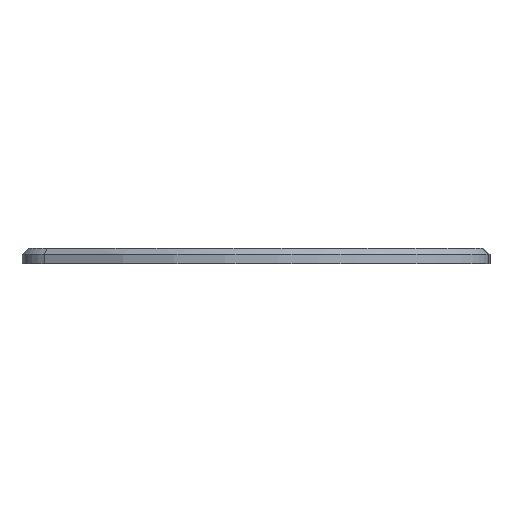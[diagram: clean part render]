
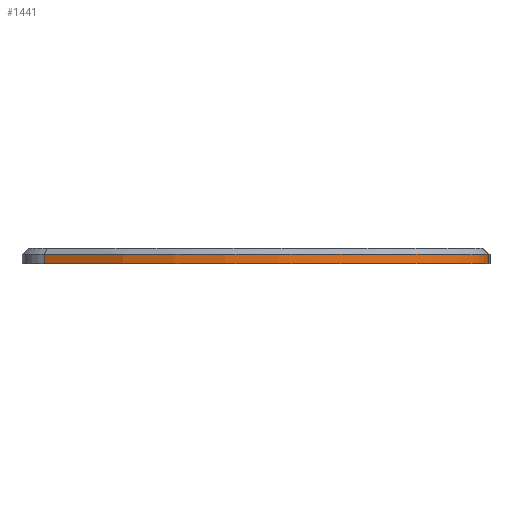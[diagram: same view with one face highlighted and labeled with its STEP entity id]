
A CAD part, left-side view. The second image highlights one B-rep face of the part: STEP entity #1441.
In plain terms, the highlighted free-form (B-spline) face has degree [3, 1] with [18, 2] control points.
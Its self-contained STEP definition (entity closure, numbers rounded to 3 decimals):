
#15=B_SPLINE_SURFACE_WITH_KNOTS('',3,1,((#5516,#5517),(#5518,#5519),(#5520,
#5521),(#5522,#5523),(#5524,#5525),(#5526,#5527),(#5528,#5529),(#5530,#5531),
(#5532,#5533),(#5534,#5535),(#5536,#5537),(#5538,#5539),(#5540,#5541),(#5542,
#5543),(#5544,#5545),(#5546,#5547),(#5548,#5549),(#5550,#5551)),
 .UNSPECIFIED.,.F.,.F.,.F.,(4,2,2,2,2,2,2,2,4),(2,2),(2.941,
3.226,7.857,11.68,17.358,23.711,
26.519,27.654,28.671),(0.,0.508),
 .UNSPECIFIED.);
#131=B_SPLINE_CURVE_WITH_KNOTS('',3,(#2509,#2510,#2511,#2512,#2513,#2514,
#2515,#2516,#2517,#2518,#2519,#2520,#2521,#2522,#2523,#2524,#2525,#2526,
#2527,#2528,#2529,#2530,#2531,#2532,#2533),.UNSPECIFIED.,.F.,.F.,(4,3,3,
3,3,3,3,3,4),(-20.098,-19.876,-16.258,-13.272,
-8.837,-3.875,-1.681,-0.795,
0.),.UNSPECIFIED.);
#142=B_SPLINE_CURVE_WITH_KNOTS('',3,(#5554,#5555,#5556,#5557,#5558,#5559,
#5560,#5561,#5562,#5563,#5564,#5565,#5566,#5567,#5568,#5569,#5570,#5571,
#5572,#5573,#5574,#5575,#5576,#5577,#5578),.UNSPECIFIED.,.F.,.F.,(4,3,3,
3,3,3,3,3,4),(2.941,3.226,7.857,11.68,
17.358,23.711,26.519,27.654,28.671),
 .UNSPECIFIED.);
#201=FACE_OUTER_BOUND('',#345,.T.);
#345=EDGE_LOOP('',(#1198,#1199,#1200,#1201));
#432=LINE('',#5514,#514);
#433=LINE('',#5553,#515);
#514=VECTOR('',#1899,10.);
#515=VECTOR('',#1902,10.);
#716=VERTEX_POINT('',#2488);
#717=VERTEX_POINT('',#2508);
#747=VERTEX_POINT('',#5513);
#748=VERTEX_POINT('',#5552);
#872=EDGE_CURVE('',#717,#716,#131,.T.);
#907=EDGE_CURVE('',#717,#747,#432,.T.);
#909=EDGE_CURVE('',#716,#748,#433,.T.);
#910=EDGE_CURVE('',#747,#748,#142,.T.);
#1198=ORIENTED_EDGE('',*,*,#872,.T.);
#1199=ORIENTED_EDGE('',*,*,#909,.T.);
#1200=ORIENTED_EDGE('',*,*,#910,.F.);
#1201=ORIENTED_EDGE('',*,*,#907,.F.);
#1441=ADVANCED_FACE('',(#201),#15,.T.);
#1899=DIRECTION('',(0.,0.,1.));
#1902=DIRECTION('',(0.,0.,1.));
#2488=CARTESIAN_POINT('',(-108.049,-79.264,-71.12));
#2508=CARTESIAN_POINT('',(-123.289,62.926,-71.12));
#2509=CARTESIAN_POINT('Ctrl Pts',(-123.289,62.926,-71.12));
#2510=CARTESIAN_POINT('Ctrl Pts',(-123.47,62.635,-71.12));
#2511=CARTESIAN_POINT('Ctrl Pts',(-123.65,62.344,-71.12));
#2512=CARTESIAN_POINT('Ctrl Pts',(-123.837,62.039,-71.12));
#2513=CARTESIAN_POINT('Ctrl Pts',(-126.881,57.09,-71.12));
#2514=CARTESIAN_POINT('Ctrl Pts',(-131.167,49.663,-71.12));
#2515=CARTESIAN_POINT('Ctrl Pts',(-134.735,42.006,-71.12));
#2516=CARTESIAN_POINT('Ctrl Pts',(-137.679,35.685,-71.12));
#2517=CARTESIAN_POINT('Ctrl Pts',(-140.73,27.921,-71.12));
#2518=CARTESIAN_POINT('Ctrl Pts',(-142.79,18.021,-71.12));
#2519=CARTESIAN_POINT('Ctrl Pts',(-145.849,3.318,-71.12));
#2520=CARTESIAN_POINT('Ctrl Pts',(-145.49,-10.2,-71.12));
#2521=CARTESIAN_POINT('Ctrl Pts',(-143.042,-23.084,-71.12));
#2522=CARTESIAN_POINT('Ctrl Pts',(-140.303,-37.499,-71.12));
#2523=CARTESIAN_POINT('Ctrl Pts',(-134.87,-51.533,-71.12));
#2524=CARTESIAN_POINT('Ctrl Pts',(-128.784,-61.646,-71.12));
#2525=CARTESIAN_POINT('Ctrl Pts',(-126.094,-66.116,-71.12));
#2526=CARTESIAN_POINT('Ctrl Pts',(-122.699,-70.779,-71.12));
#2527=CARTESIAN_POINT('Ctrl Pts',(-118.725,-74.181,-71.12));
#2528=CARTESIAN_POINT('Ctrl Pts',(-117.117,-75.556,-71.12));
#2529=CARTESIAN_POINT('Ctrl Pts',(-115.354,-76.778,-71.12));
#2530=CARTESIAN_POINT('Ctrl Pts',(-113.443,-77.688,-71.12));
#2531=CARTESIAN_POINT('Ctrl Pts',(-111.731,-78.504,-71.12));
#2532=CARTESIAN_POINT('Ctrl Pts',(-109.934,-79.054,-71.12));
#2533=CARTESIAN_POINT('Ctrl Pts',(-108.049,-79.264,-71.12));
#5513=CARTESIAN_POINT('',(-123.289,62.926,-68.12));
#5514=CARTESIAN_POINT('',(-123.289,62.926,-71.2));
#5516=CARTESIAN_POINT('Ctrl Pts',(-123.289,62.926,-71.2));
#5517=CARTESIAN_POINT('Ctrl Pts',(-123.289,62.926,-66.12));
#5518=CARTESIAN_POINT('Ctrl Pts',(-123.47,62.635,-71.2));
#5519=CARTESIAN_POINT('Ctrl Pts',(-123.47,62.635,-66.12));
#5520=CARTESIAN_POINT('Ctrl Pts',(-123.65,62.344,-71.2));
#5521=CARTESIAN_POINT('Ctrl Pts',(-123.65,62.344,-66.12));
#5522=CARTESIAN_POINT('Ctrl Pts',(-126.881,57.09,-71.2));
#5523=CARTESIAN_POINT('Ctrl Pts',(-126.881,57.09,-66.12));
#5524=CARTESIAN_POINT('Ctrl Pts',(-131.167,49.663,-71.2));
#5525=CARTESIAN_POINT('Ctrl Pts',(-131.167,49.663,-66.12));
#5526=CARTESIAN_POINT('Ctrl Pts',(-137.679,35.685,-71.2));
#5527=CARTESIAN_POINT('Ctrl Pts',(-137.679,35.685,-66.12));
#5528=CARTESIAN_POINT('Ctrl Pts',(-140.73,27.921,-71.2));
#5529=CARTESIAN_POINT('Ctrl Pts',(-140.73,27.921,-66.12));
#5530=CARTESIAN_POINT('Ctrl Pts',(-145.849,3.318,-71.2));
#5531=CARTESIAN_POINT('Ctrl Pts',(-145.849,3.318,-66.12));
#5532=CARTESIAN_POINT('Ctrl Pts',(-145.49,-10.2,-71.2));
#5533=CARTESIAN_POINT('Ctrl Pts',(-145.49,-10.2,-66.12));
#5534=CARTESIAN_POINT('Ctrl Pts',(-140.303,-37.499,-71.2));
#5535=CARTESIAN_POINT('Ctrl Pts',(-140.303,-37.499,-66.12));
#5536=CARTESIAN_POINT('Ctrl Pts',(-134.87,-51.533,-71.2));
#5537=CARTESIAN_POINT('Ctrl Pts',(-134.87,-51.533,-66.12));
#5538=CARTESIAN_POINT('Ctrl Pts',(-126.094,-66.116,-71.2));
#5539=CARTESIAN_POINT('Ctrl Pts',(-126.094,-66.116,-66.12));
#5540=CARTESIAN_POINT('Ctrl Pts',(-122.699,-70.779,-71.2));
#5541=CARTESIAN_POINT('Ctrl Pts',(-122.699,-70.779,-66.12));
#5542=CARTESIAN_POINT('Ctrl Pts',(-117.117,-75.556,-71.2));
#5543=CARTESIAN_POINT('Ctrl Pts',(-117.117,-75.556,-66.12));
#5544=CARTESIAN_POINT('Ctrl Pts',(-115.354,-76.778,-71.2));
#5545=CARTESIAN_POINT('Ctrl Pts',(-115.354,-76.778,-66.12));
#5546=CARTESIAN_POINT('Ctrl Pts',(-111.731,-78.504,-71.2));
#5547=CARTESIAN_POINT('Ctrl Pts',(-111.731,-78.504,-66.12));
#5548=CARTESIAN_POINT('Ctrl Pts',(-109.934,-79.054,-71.2));
#5549=CARTESIAN_POINT('Ctrl Pts',(-109.934,-79.054,-66.12));
#5550=CARTESIAN_POINT('Ctrl Pts',(-108.049,-79.264,-71.2));
#5551=CARTESIAN_POINT('Ctrl Pts',(-108.049,-79.264,-66.12));
#5552=CARTESIAN_POINT('',(-108.049,-79.264,-68.12));
#5553=CARTESIAN_POINT('',(-108.049,-79.264,-71.2));
#5554=CARTESIAN_POINT('Ctrl Pts',(-123.289,62.926,-68.12));
#5555=CARTESIAN_POINT('Ctrl Pts',(-123.47,62.635,-68.12));
#5556=CARTESIAN_POINT('Ctrl Pts',(-123.65,62.344,-68.12));
#5557=CARTESIAN_POINT('Ctrl Pts',(-123.837,62.039,-68.12));
#5558=CARTESIAN_POINT('Ctrl Pts',(-126.881,57.09,-68.12));
#5559=CARTESIAN_POINT('Ctrl Pts',(-131.167,49.663,-68.12));
#5560=CARTESIAN_POINT('Ctrl Pts',(-134.735,42.006,-68.12));
#5561=CARTESIAN_POINT('Ctrl Pts',(-137.679,35.685,-68.12));
#5562=CARTESIAN_POINT('Ctrl Pts',(-140.73,27.921,-68.12));
#5563=CARTESIAN_POINT('Ctrl Pts',(-142.79,18.021,-68.12));
#5564=CARTESIAN_POINT('Ctrl Pts',(-145.849,3.318,-68.12));
#5565=CARTESIAN_POINT('Ctrl Pts',(-145.49,-10.2,-68.12));
#5566=CARTESIAN_POINT('Ctrl Pts',(-143.042,-23.084,-68.12));
#5567=CARTESIAN_POINT('Ctrl Pts',(-140.303,-37.499,-68.12));
#5568=CARTESIAN_POINT('Ctrl Pts',(-134.87,-51.533,-68.12));
#5569=CARTESIAN_POINT('Ctrl Pts',(-128.784,-61.646,-68.12));
#5570=CARTESIAN_POINT('Ctrl Pts',(-126.094,-66.116,-68.12));
#5571=CARTESIAN_POINT('Ctrl Pts',(-122.699,-70.779,-68.12));
#5572=CARTESIAN_POINT('Ctrl Pts',(-118.725,-74.181,-68.12));
#5573=CARTESIAN_POINT('Ctrl Pts',(-117.117,-75.556,-68.12));
#5574=CARTESIAN_POINT('Ctrl Pts',(-115.354,-76.778,-68.12));
#5575=CARTESIAN_POINT('Ctrl Pts',(-113.443,-77.688,-68.12));
#5576=CARTESIAN_POINT('Ctrl Pts',(-111.731,-78.504,-68.12));
#5577=CARTESIAN_POINT('Ctrl Pts',(-109.934,-79.054,-68.12));
#5578=CARTESIAN_POINT('Ctrl Pts',(-108.049,-79.264,-68.12));
